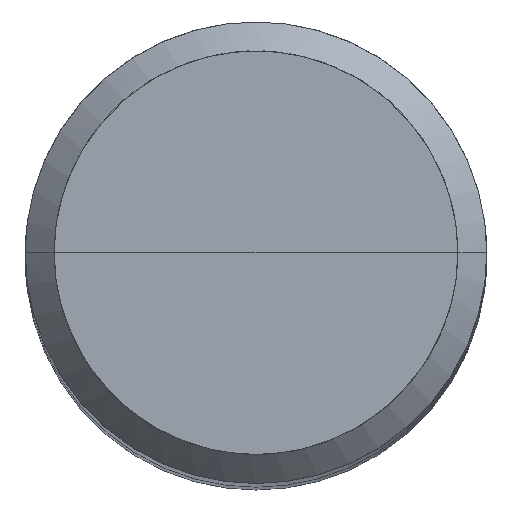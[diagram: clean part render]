
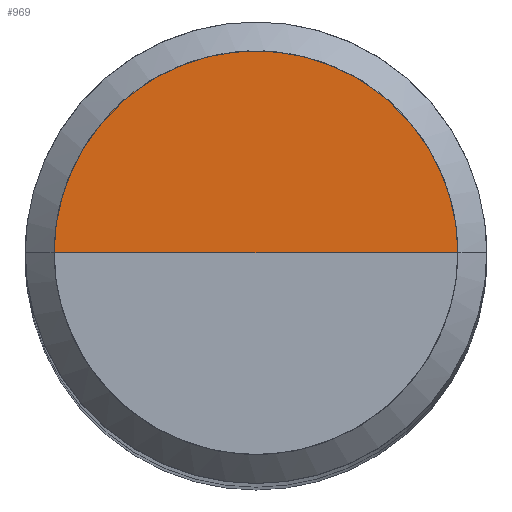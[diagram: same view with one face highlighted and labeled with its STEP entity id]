
A CAD part, top view. The second image highlights one B-rep face of the part: STEP entity #969.
In plain terms, the highlighted free-form (B-spline) face has degree [1, 2] with [2, 5] control points.
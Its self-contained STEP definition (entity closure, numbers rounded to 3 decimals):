
#711=CARTESIAN_POINT('',(7.0,0.0,73.0));
#712=CARTESIAN_POINT('',(7.0,7.0,73.0));
#713=CARTESIAN_POINT('',(0.0,7.0,73.0));
#714=CARTESIAN_POINT('',(-7.0,7.0,73.0));
#715=CARTESIAN_POINT('',(-7.0,0.0,73.0));
#716=CARTESIAN_POINT('',(0.0,0.0,73.0));
#954=(
BOUNDED_SURFACE()
B_SPLINE_SURFACE(1,2,(
(#711,#712,#713,#714,#715),
(#716,#716,#716,#716,#716)
), .UNSPECIFIED.,.F.,.F.,.F.)
B_SPLINE_SURFACE_WITH_KNOTS((2,2),(3,2,3),(
0.0,1.0),(
0.0,0.5,1.0), .UNSPECIFIED.)
GEOMETRIC_REPRESENTATION_ITEM()
RATIONAL_B_SPLINE_SURFACE(((1.0,0.707,1.0,0.707,1.0),
(1.0,0.707,1.0,0.707,1.0)
))
REPRESENTATION_ITEM('')
SURFACE()
);
#955=(
BOUNDED_CURVE()
B_SPLINE_CURVE(2,(#715,#714,#713,#712,#711),.UNSPECIFIED.,.F.,.F.)
B_SPLINE_CURVE_WITH_KNOTS((3,2,3),
(0.0,0.5,1.0),.UNSPECIFIED.)
CURVE()
GEOMETRIC_REPRESENTATION_ITEM()
RATIONAL_B_SPLINE_CURVE((1.0,0.707,1.0,0.707,1.0))
REPRESENTATION_ITEM('')
);
#956=(
BOUNDED_CURVE()
B_SPLINE_CURVE(1,(#711,#716),.UNSPECIFIED.,.F.,.F.)
B_SPLINE_CURVE_WITH_KNOTS((2,2),
(0.0,1.0),.UNSPECIFIED.)
CURVE()
GEOMETRIC_REPRESENTATION_ITEM()
RATIONAL_B_SPLINE_CURVE((1.0,1.0))
REPRESENTATION_ITEM('')
);
#957=(
BOUNDED_CURVE()
B_SPLINE_CURVE(1,(#716,#715),.UNSPECIFIED.,.F.,.F.)
B_SPLINE_CURVE_WITH_KNOTS((2,2),
(0.0,1.0),.UNSPECIFIED.)
CURVE()
GEOMETRIC_REPRESENTATION_ITEM()
RATIONAL_B_SPLINE_CURVE((1.0,1.0))
REPRESENTATION_ITEM('')
);
#958=VERTEX_POINT('',#711);
#959=VERTEX_POINT('',#715);
#960=VERTEX_POINT('',#716);
#961=EDGE_CURVE('',#959,#958,#955,.T.);
#962=EDGE_CURVE('',#958,#960,#956,.T.);
#963=EDGE_CURVE('',#960,#959,#957,.T.);
#964=ORIENTED_EDGE('',*,*,#961,.T.);
#965=ORIENTED_EDGE('',*,*,#962,.T.);
#966=ORIENTED_EDGE('',*,*,#963,.T.);
#967=EDGE_LOOP('',(#964,#965,#966));
#968=FACE_OUTER_BOUND('',#967,.T.);
#969=ADVANCED_FACE('',(#968),#954,.T.);
